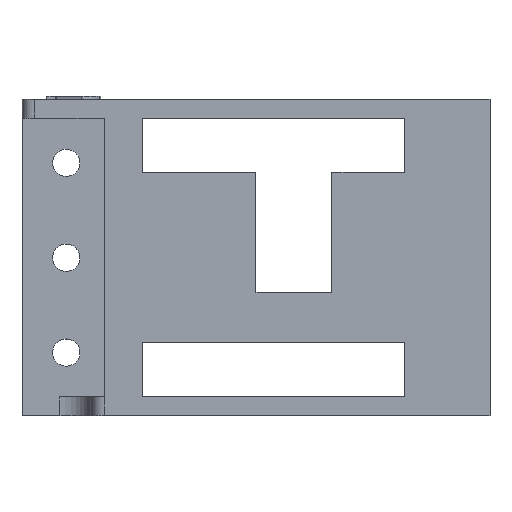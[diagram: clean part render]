
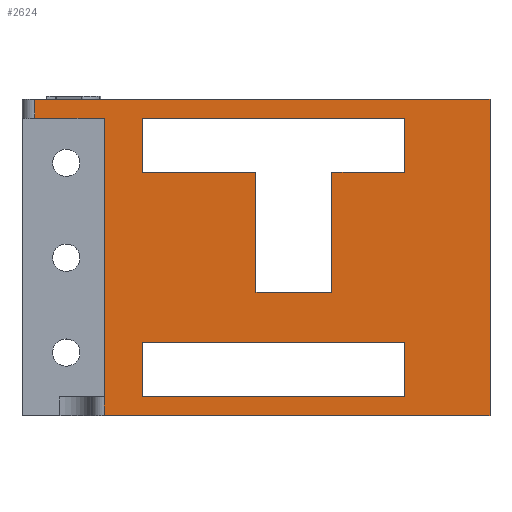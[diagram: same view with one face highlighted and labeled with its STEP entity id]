
A CAD part, top view. The second image highlights one B-rep face of the part: STEP entity #2624.
In plain terms, the highlighted planar face has unit normal (0, 0, 1).
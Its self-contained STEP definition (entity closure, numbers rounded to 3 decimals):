
#80=FACE_BOUND('',#415,.T.);
#81=FACE_BOUND('',#416,.T.);
#127=PLANE('',#2723);
#254=FACE_OUTER_BOUND('',#414,.T.);
#414=EDGE_LOOP('',(#2168,#2169,#2170,#2171,#2172,#2173,#2174));
#415=EDGE_LOOP('',(#2175,#2176,#2177,#2178));
#416=EDGE_LOOP('',(#2179,#2180,#2181,#2182,#2183,#2184,#2185,#2186));
#511=LINE('',#3558,#732);
#585=LINE('',#4578,#806);
#589=LINE('',#4587,#810);
#592=LINE('',#4591,#813);
#595=LINE('',#4597,#816);
#596=LINE('',#4600,#817);
#599=LINE('',#4607,#820);
#600=LINE('',#4609,#821);
#601=LINE('',#4610,#822);
#602=LINE('',#4612,#823);
#603=LINE('',#4614,#824);
#604=LINE('',#4615,#825);
#605=LINE('',#4618,#826);
#606=LINE('',#4620,#827);
#607=LINE('',#4622,#828);
#608=LINE('',#4623,#829);
#609=LINE('',#4625,#830);
#610=LINE('',#4627,#831);
#611=LINE('',#4628,#832);
#732=VECTOR('',#2845,10.);
#806=VECTOR('',#2957,10.);
#810=VECTOR('',#2963,10.);
#813=VECTOR('',#2968,10.);
#816=VECTOR('',#2973,10.);
#817=VECTOR('',#2976,10.);
#820=VECTOR('',#2981,10.);
#821=VECTOR('',#2982,10.);
#822=VECTOR('',#2983,10.);
#823=VECTOR('',#2984,10.);
#824=VECTOR('',#2985,10.);
#825=VECTOR('',#2986,10.);
#826=VECTOR('',#2987,10.);
#827=VECTOR('',#2988,10.);
#828=VECTOR('',#2989,10.);
#829=VECTOR('',#2990,10.);
#830=VECTOR('',#2991,10.);
#831=VECTOR('',#2992,10.);
#832=VECTOR('',#2993,10.);
#1103=VERTEX_POINT('',#3555);
#1104=VERTEX_POINT('',#3557);
#1226=VERTEX_POINT('',#4575);
#1227=VERTEX_POINT('',#4577);
#1230=VERTEX_POINT('',#4584);
#1231=VERTEX_POINT('',#4586);
#1233=VERTEX_POINT('',#4595);
#1234=VERTEX_POINT('',#4599);
#1236=VERTEX_POINT('',#4605);
#1237=VERTEX_POINT('',#4606);
#1238=VERTEX_POINT('',#4608);
#1239=VERTEX_POINT('',#4611);
#1240=VERTEX_POINT('',#4613);
#1241=VERTEX_POINT('',#4616);
#1242=VERTEX_POINT('',#4617);
#1243=VERTEX_POINT('',#4619);
#1244=VERTEX_POINT('',#4621);
#1245=VERTEX_POINT('',#4624);
#1246=VERTEX_POINT('',#4626);
#1374=EDGE_CURVE('',#1103,#1104,#511,.T.);
#1553=EDGE_CURVE('',#1227,#1226,#585,.T.);
#1557=EDGE_CURVE('',#1231,#1230,#589,.T.);
#1560=EDGE_CURVE('',#1226,#1231,#592,.T.);
#1563=EDGE_CURVE('',#1230,#1233,#595,.T.);
#1564=EDGE_CURVE('',#1234,#1227,#596,.T.);
#1567=EDGE_CURVE('',#1236,#1237,#599,.T.);
#1568=EDGE_CURVE('',#1236,#1238,#600,.T.);
#1569=EDGE_CURVE('',#1104,#1238,#601,.T.);
#1570=EDGE_CURVE('',#1239,#1103,#602,.T.);
#1571=EDGE_CURVE('',#1239,#1240,#603,.T.);
#1572=EDGE_CURVE('',#1237,#1240,#604,.T.);
#1573=EDGE_CURVE('',#1241,#1242,#605,.T.);
#1574=EDGE_CURVE('',#1242,#1243,#606,.T.);
#1575=EDGE_CURVE('',#1244,#1243,#607,.T.);
#1576=EDGE_CURVE('',#1244,#1241,#608,.T.);
#1577=EDGE_CURVE('',#1233,#1245,#609,.T.);
#1578=EDGE_CURVE('',#1245,#1246,#610,.T.);
#1579=EDGE_CURVE('',#1246,#1234,#611,.T.);
#2168=ORIENTED_EDGE('',*,*,#1567,.F.);
#2169=ORIENTED_EDGE('',*,*,#1568,.T.);
#2170=ORIENTED_EDGE('',*,*,#1569,.F.);
#2171=ORIENTED_EDGE('',*,*,#1374,.F.);
#2172=ORIENTED_EDGE('',*,*,#1570,.F.);
#2173=ORIENTED_EDGE('',*,*,#1571,.T.);
#2174=ORIENTED_EDGE('',*,*,#1572,.F.);
#2175=ORIENTED_EDGE('',*,*,#1573,.T.);
#2176=ORIENTED_EDGE('',*,*,#1574,.T.);
#2177=ORIENTED_EDGE('',*,*,#1575,.F.);
#2178=ORIENTED_EDGE('',*,*,#1576,.T.);
#2179=ORIENTED_EDGE('',*,*,#1553,.T.);
#2180=ORIENTED_EDGE('',*,*,#1560,.T.);
#2181=ORIENTED_EDGE('',*,*,#1557,.T.);
#2182=ORIENTED_EDGE('',*,*,#1563,.T.);
#2183=ORIENTED_EDGE('',*,*,#1577,.T.);
#2184=ORIENTED_EDGE('',*,*,#1578,.T.);
#2185=ORIENTED_EDGE('',*,*,#1579,.T.);
#2186=ORIENTED_EDGE('',*,*,#1564,.T.);
#2624=ADVANCED_FACE('',(#254,#80,#81),#127,.T.);
#2723=AXIS2_PLACEMENT_3D('',#4604,#2979,#2980);
#2845=DIRECTION('',(1.,0.,0.));
#2957=DIRECTION('',(0.,-1.,0.));
#2963=DIRECTION('',(0.,1.,0.));
#2968=DIRECTION('',(-1.,0.,0.));
#2973=DIRECTION('',(-1.,0.,0.));
#2976=DIRECTION('',(-1.,0.,0.));
#2979=DIRECTION('center_axis',(0.,0.,1.));
#2980=DIRECTION('ref_axis',(1.,0.,0.));
#2981=DIRECTION('',(0.,1.,0.));
#2982=DIRECTION('',(1.,0.,0.));
#2983=DIRECTION('',(0.,-1.,0.));
#2984=DIRECTION('',(0.,1.,0.));
#2985=DIRECTION('',(1.,0.,0.));
#2986=DIRECTION('',(0.,1.,0.));
#2987=DIRECTION('',(1.,0.,0.));
#2988=DIRECTION('',(0.,-1.,0.));
#2989=DIRECTION('',(1.,0.,0.));
#2990=DIRECTION('',(0.,1.,0.));
#2991=DIRECTION('',(0.,1.,0.));
#2992=DIRECTION('',(1.,0.,0.));
#2993=DIRECTION('',(0.,-1.,0.));
#3555=CARTESIAN_POINT('',(-5.,25.,32.5));
#3557=CARTESIAN_POINT('',(67.,25.,32.5));
#3558=CARTESIAN_POINT('',(7.,25.,32.5));
#4575=CARTESIAN_POINT('',(42.,-5.5,32.5));
#4577=CARTESIAN_POINT('',(42.,13.5,32.5));
#4578=CARTESIAN_POINT('',(42.,18.5,32.5));
#4584=CARTESIAN_POINT('',(30.,13.5,32.5));
#4586=CARTESIAN_POINT('',(30.,-5.5,32.5));
#4587=CARTESIAN_POINT('',(30.,9.,32.5));
#4591=CARTESIAN_POINT('',(21.,-5.5,32.5));
#4595=CARTESIAN_POINT('',(12.,13.5,32.5));
#4597=CARTESIAN_POINT('',(24.5,13.5,32.5));
#4599=CARTESIAN_POINT('',(53.5,13.5,32.5));
#4600=CARTESIAN_POINT('',(24.5,13.5,32.5));
#4604=CARTESIAN_POINT('Origin',(0.,23.5,32.5));
#4605=CARTESIAN_POINT('',(6.,-25.,32.5));
#4606=CARTESIAN_POINT('',(6.,-22.,32.5));
#4607=CARTESIAN_POINT('',(6.,0.75,32.5));
#4608=CARTESIAN_POINT('',(67.,-25.,32.5));
#4609=CARTESIAN_POINT('',(-7.,-25.,32.5));
#4610=CARTESIAN_POINT('',(67.,25.,32.5));
#4611=CARTESIAN_POINT('',(-5.,22.,32.5));
#4612=CARTESIAN_POINT('',(-5.,24.25,32.5));
#4613=CARTESIAN_POINT('',(6.,22.,32.5));
#4614=CARTESIAN_POINT('',(12.25,22.,32.5));
#4615=CARTESIAN_POINT('',(6.,-22.,32.5));
#4616=CARTESIAN_POINT('',(12.,-13.5,32.5));
#4617=CARTESIAN_POINT('',(53.5,-13.5,32.5));
#4618=CARTESIAN_POINT('',(12.25,-13.5,32.5));
#4619=CARTESIAN_POINT('',(53.5,-22.,32.5));
#4620=CARTESIAN_POINT('',(53.5,2.875,32.5));
#4621=CARTESIAN_POINT('',(12.,-22.,32.5));
#4622=CARTESIAN_POINT('',(7.,-22.,32.5));
#4623=CARTESIAN_POINT('',(12.,-22.,32.5));
#4624=CARTESIAN_POINT('',(12.,22.,32.5));
#4625=CARTESIAN_POINT('',(12.,-22.,32.5));
#4626=CARTESIAN_POINT('',(53.5,22.,32.5));
#4627=CARTESIAN_POINT('',(12.25,22.,32.5));
#4628=CARTESIAN_POINT('',(53.5,20.625,32.5));
